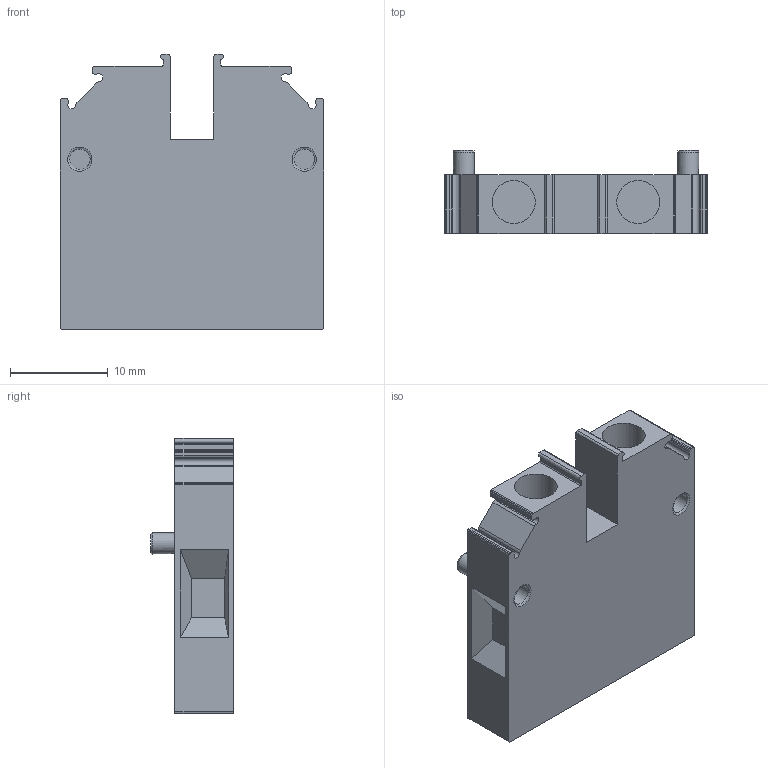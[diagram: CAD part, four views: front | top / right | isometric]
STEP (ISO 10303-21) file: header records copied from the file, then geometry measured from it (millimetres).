
FILE_DESCRIPTION( ( 'Unknown' ), '1' );
FILE_NAME( 'CMB4.stp', 'Unknown', ( 'Unknown' ), ( 'Unknown' ), 'PSStep 14.0', 'Unknown', ' ' );
FILE_SCHEMA( ( 'AUTOMOTIVE_DESIGN { 1 0 10303 214 1 1 1 1 }' ) );
Length unit declared in the file: millimetre
Products named in the file (1): 1
Bounding box: 27 x 8.5 x 28.19 mm (x, y, z)
Volume: 3761.7 mm3; surface area: 2402.9 mm2
Topology: 1 solids, 1 shells, 92 faces, 245 edges, 163 vertices
Faces by surface type: plane 48, cylinder 38, torus 6
Full cylindrical faces by diameter (mm): 2.1 x2, 4.4 x2
Entity records: 3560 total; most frequent: DIRECTION 502, CARTESIAN_POINT 485, ORIENTED_EDGE 464, EDGE_CURVE 232, AXIS2_PLACEMENT_3D 177, VERTEX_POINT 160, LINE 148, VECTOR 148
